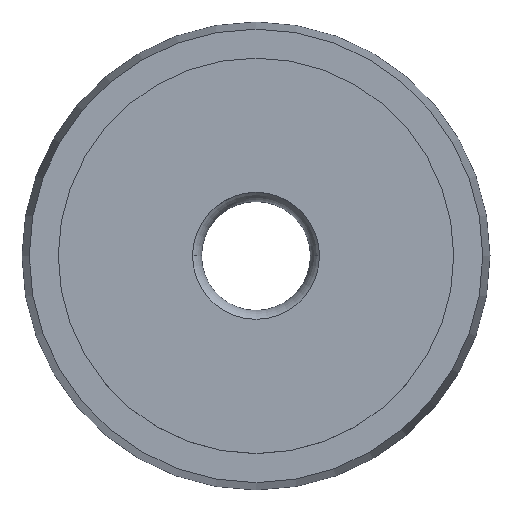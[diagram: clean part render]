
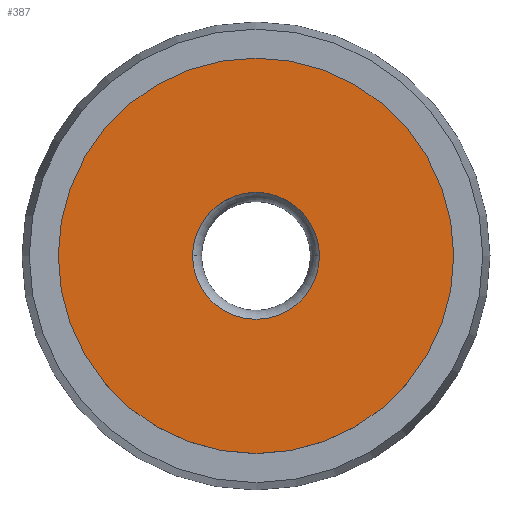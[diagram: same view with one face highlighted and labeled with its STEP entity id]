
A CAD part, top view. The second image highlights one B-rep face of the part: STEP entity #387.
In plain terms, the highlighted planar face has unit normal (0, 0, 1).
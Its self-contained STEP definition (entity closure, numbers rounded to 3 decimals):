
#24 = DIRECTION ( 'NONE',  ( -1., 0., 0. ) ) ;
#27 = CIRCLE ( 'NONE', #60, 5.45 ) ;
#32 = CARTESIAN_POINT ( 'NONE',  ( 1.75, 0., 0. ) ) ;
#60 = AXIS2_PLACEMENT_3D ( 'NONE', #137, #538, #378 ) ;
#72 = CARTESIAN_POINT ( 'NONE',  ( 0., 0., 0. ) ) ;
#89 = AXIS2_PLACEMENT_3D ( 'NONE', #96, #97, #102 ) ;
#93 = EDGE_CURVE ( 'NONE', #352, #561, #449, .T. ) ;
#96 = CARTESIAN_POINT ( 'NONE',  ( 0., 0., 0. ) ) ;
#97 = DIRECTION ( 'NONE',  ( 0., 0., 1. ) ) ;
#102 = DIRECTION ( 'NONE',  ( 1., 0., 0. ) ) ;
#111 = DIRECTION ( 'NONE',  ( 0., 0., 1. ) ) ;
#133 = DIRECTION ( 'NONE',  ( 0., 0., -1. ) ) ;
#137 = CARTESIAN_POINT ( 'NONE',  ( 0., 0., 0. ) ) ;
#155 = FACE_BOUND ( 'NONE', #329, .T. ) ;
#173 = FACE_OUTER_BOUND ( 'NONE', #389, .T. ) ;
#204 = EDGE_CURVE ( 'NONE', #561, #352, #523, .T. ) ;
#224 = CARTESIAN_POINT ( 'NONE',  ( 0., 0., 0. ) ) ;
#234 = ORIENTED_EDGE ( 'NONE', *, *, #534, .T. ) ;
#237 = CARTESIAN_POINT ( 'NONE',  ( -5.45, 0., 0. ) ) ;
#270 = PLANE ( 'NONE',  #494 ) ;
#274 = VERTEX_POINT ( 'NONE', #451 ) ;
#276 = ORIENTED_EDGE ( 'NONE', *, *, #93, .F. ) ;
#329 = EDGE_LOOP ( 'NONE', ( #586, #276 ) ) ;
#333 = AXIS2_PLACEMENT_3D ( 'NONE', #72, #606, #507 ) ;
#351 = CARTESIAN_POINT ( 'NONE',  ( 0., 0., 0. ) ) ;
#352 = VERTEX_POINT ( 'NONE', #462 ) ;
#378 = DIRECTION ( 'NONE',  ( 1., 0., 0. ) ) ;
#387 = ADVANCED_FACE ( 'NONE', ( #155, #173 ), #270, .F. ) ;
#389 = EDGE_LOOP ( 'NONE', ( #580, #234 ) ) ;
#449 = CIRCLE ( 'NONE', #333, 1.75 ) ;
#451 = CARTESIAN_POINT ( 'NONE',  ( 5.45, 0., 0. ) ) ;
#462 = CARTESIAN_POINT ( 'NONE',  ( -1.75, 0., 0. ) ) ;
#476 = AXIS2_PLACEMENT_3D ( 'NONE', #351, #111, #501 ) ;
#494 = AXIS2_PLACEMENT_3D ( 'NONE', #224, #133, #24 ) ;
#501 = DIRECTION ( 'NONE',  ( 1., 0., 0. ) ) ;
#507 = DIRECTION ( 'NONE',  ( 1., 0., 0. ) ) ;
#523 = CIRCLE ( 'NONE', #476, 1.75 ) ;
#534 = EDGE_CURVE ( 'NONE', #590, #274, #623, .T. ) ;
#538 = DIRECTION ( 'NONE',  ( 0., 0., 1. ) ) ;
#552 = EDGE_CURVE ( 'NONE', #274, #590, #27, .T. ) ;
#561 = VERTEX_POINT ( 'NONE', #32 ) ;
#580 = ORIENTED_EDGE ( 'NONE', *, *, #552, .T. ) ;
#586 = ORIENTED_EDGE ( 'NONE', *, *, #204, .F. ) ;
#590 = VERTEX_POINT ( 'NONE', #237 ) ;
#606 = DIRECTION ( 'NONE',  ( 0., 0., 1. ) ) ;
#623 = CIRCLE ( 'NONE', #89, 5.45 ) ;
